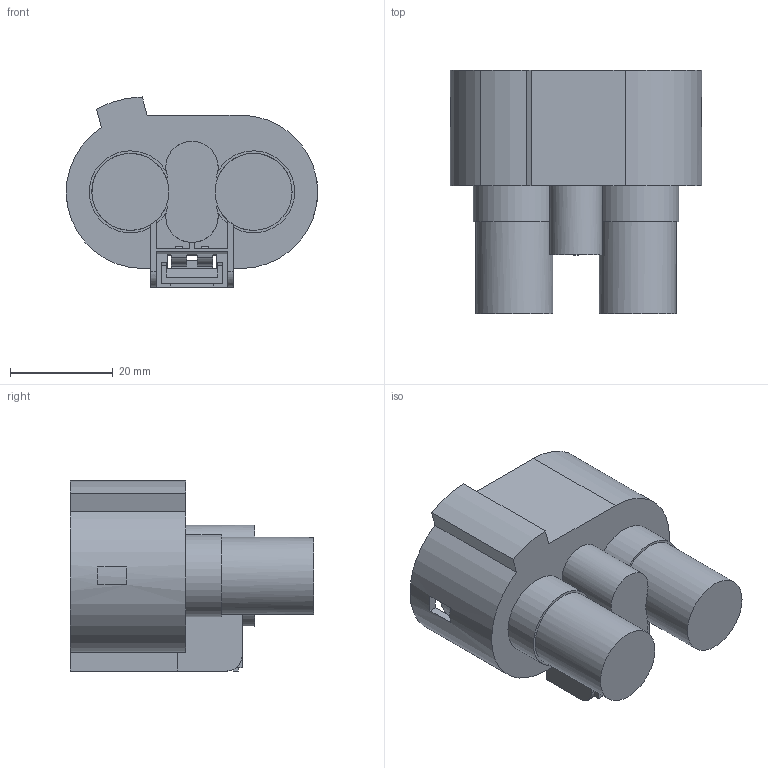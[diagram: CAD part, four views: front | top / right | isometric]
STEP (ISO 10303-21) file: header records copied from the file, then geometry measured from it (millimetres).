
FILE_DESCRIPTION(/* description */ (''),/* implementation_level */ '2;1');
FILE_NAME(/* name */ '35390199-ENV10_01-COV.stp',/* time_stamp */ '2023-06-19T16:11:55+08:00',/* author */ (''),/* organization */ (''),/* preprocessor_version */ 'ST-DEVELOPER v16',/* originating_system */ 'SIEMENS PLM Software NX 11.0',/* authorisation */ '');
FILE_SCHEMA (('AUTOMOTIVE_DESIGN { 1 0 10303 214 3 1 1 1 }'));
Length unit declared in the file: millimetre
Products named in the file (1): 35390199-ENV10_01-COV
Bounding box: 48.99 x 47.5 x 37.05 mm (x, y, z)
Volume: 32905.1 mm3; surface area: 15401.5 mm2
Topology: 1 solids, 1 shells, 189 faces, 531 edges, 349 vertices
Faces by surface type: plane 141, cylinder 36, cone 10, extrusion 2
Full cylindrical faces by diameter (mm): 15 x2
Entity records: 6159 total; most frequent: CARTESIAN_POINT 1167, ORIENTED_EDGE 1054, DIRECTION 1003, EDGE_CURVE 527, VECTOR 417, LINE 415, VERTEX_POINT 347, AXIS2_PLACEMENT_3D 293
